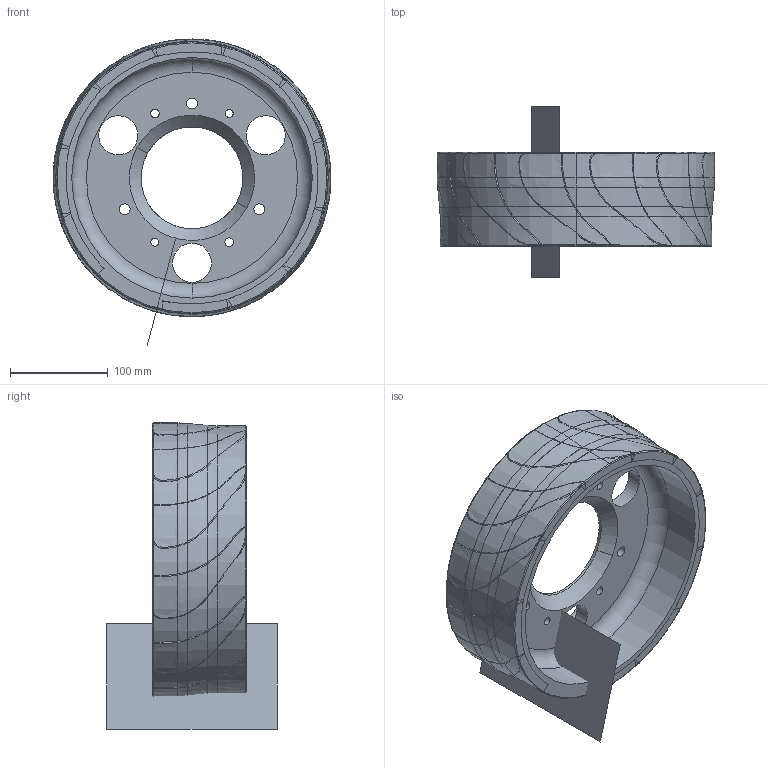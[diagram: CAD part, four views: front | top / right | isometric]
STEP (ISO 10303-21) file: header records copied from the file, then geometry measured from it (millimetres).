
FILE_DESCRIPTION (( 'STEP AP214' ), '1' );
FILE_NAME ('Mantelflaeche_ak.STEP', '2014-12-05T07:58:46', ( '' ), ( '' ), 'SwSTEP 2.0', 'SolidWorks 2014', '' );
FILE_SCHEMA (( 'AUTOMOTIVE_DESIGN' ));
Length unit declared in the file: millimetre
Products named in the file (1): Mantelflaeche_ak
Bounding box: 284 x 174.29 x 313 mm (x, y, z)
Surface area: 376397.3 mm2 (no closed solid volume)
Topology: 0 solids, 3 shells, 510 faces, 1275 edges, 771 vertices
Faces by surface type: bspline 301, cylinder 97, torus 58, plane 39, cone 15
Entity records: 55995 total; most frequent: CARTESIAN_POINT 40872, ORIENTED_EDGE 2542, EDGE_CURVE 1275, DIRECTION 1070, B_SPLINE_CURVE_WITH_KNOTS 815, VERTEX_POINT 771, EDGE_LOOP 535, ADVANCED_FACE 510
